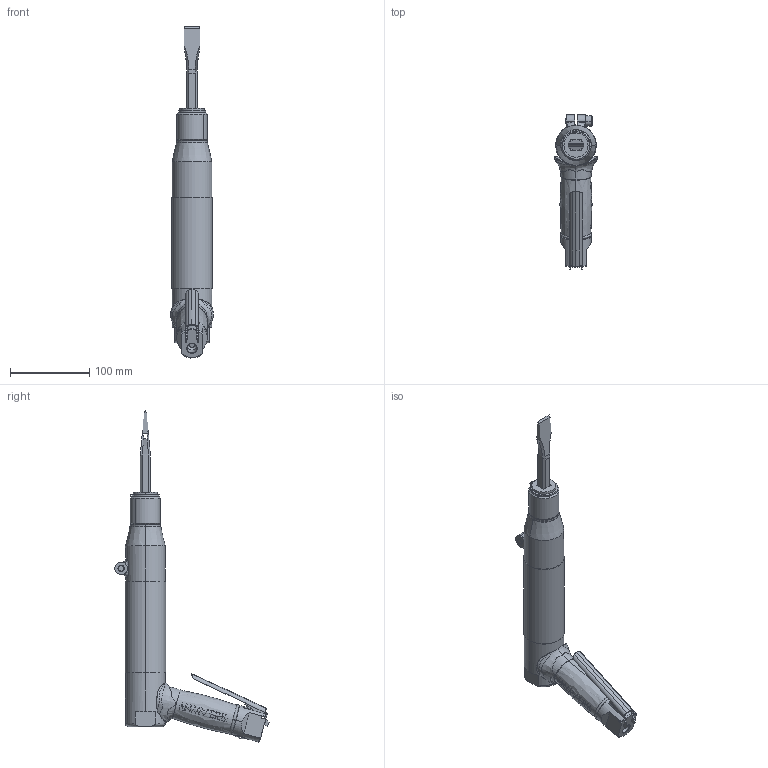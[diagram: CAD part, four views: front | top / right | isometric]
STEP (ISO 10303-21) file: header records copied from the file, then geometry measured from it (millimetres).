
FILE_DESCRIPTION((''),'2;1');
FILE_NAME('TMP132623_SW','2011-04-07T',('tooextcsr'),(''),'PRO/ENGINEER BY PARAMETRIC TECHNOLOGY CORPORATION, 2008310','PRO/ENGINEER BY PARAMETRIC TECHNOLOGY CORPORATION, 2008310','');
FILE_SCHEMA(('CONFIG_CONTROL_DESIGN', 'GEOMETRIC_VALIDATION_PROPERTIES_MIM'));
Length unit declared in the file: millimetre
Products named in the file (1): TMP132623_SW
Bounding box: 54.03 x 194 x 417.68 mm (x, y, z)
Surface area: 101643.2 mm2 (no closed solid volume)
Topology: 0 solids, 30 shells, 197 faces, 1008 edges, 799 vertices
Faces by surface type: cylinder 64, plane 59, bspline 35, cone 24, torus 12, extrusion 2, sphere 1
Entity records: 82335 total; most frequent: CARTESIAN_POINT 74043, ORIENTED_EDGE 1348, DIRECTION 1112, EDGE_CURVE 1007, VERTEX_POINT 799, B_SPLINE_CURVE_WITH_KNOTS 479, AXIS2_PLACEMENT_3D 420, VECTOR 272
